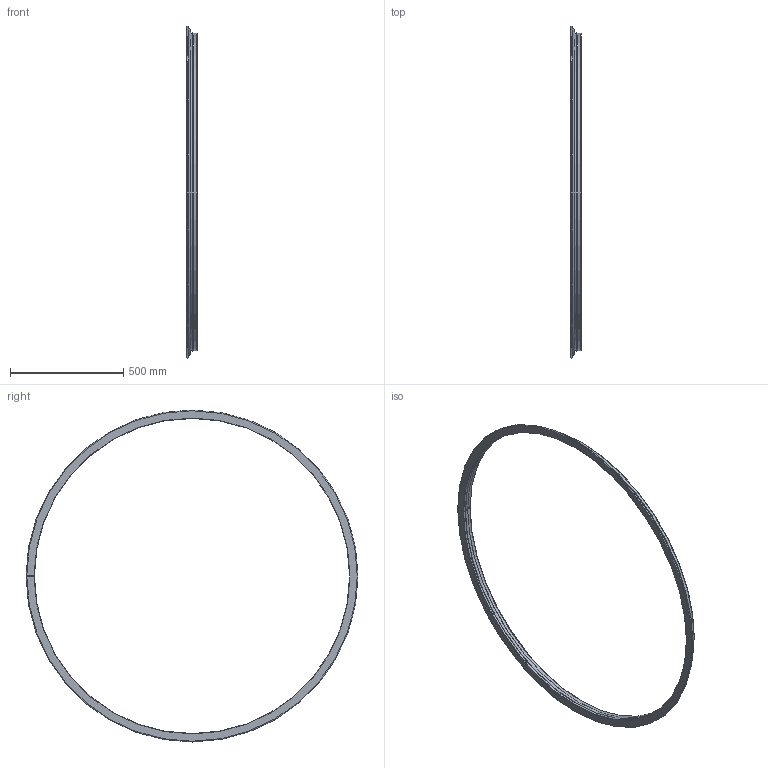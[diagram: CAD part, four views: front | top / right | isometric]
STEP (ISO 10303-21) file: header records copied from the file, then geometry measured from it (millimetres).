
FILE_DESCRIPTION(/* description */ (''),/* implementation_level */ '2;1');
FILE_NAME(/* name */ 'B01A-1020-AF-1400.stp',/* time_stamp */ '2017-06-19T09:59:51+02:00',/* author */ (''),/* organization */ (''),/* preprocessor_version */ 'ST-DEVELOPER v11',/* originating_system */ 'SIEMENS UGS NX 6.0',/* authorisation */ '');
FILE_SCHEMA (('CONFIG_CONTROL_DESIGN'));
Length unit declared in the file: millimetre
Products named in the file (1): perlA919s2ju
Bounding box: 46 x 1464.2 x 1464.2 mm (x, y, z)
Volume: 866465.1 mm3; surface area: 1743683.1 mm2
Topology: 1 solids, 1 shells, 47 faces, 135 edges, 90 vertices
Faces by surface type: torus 21, cylinder 12, plane 9, cone 5
Entity records: 1682 total; most frequent: DIRECTION 318, CARTESIAN_POINT 273, ORIENTED_EDGE 270, EDGE_CURVE 135, AXIS2_PLACEMENT_3D 135, VERTEX_POINT 90, CIRCLE 87, LINE 48
